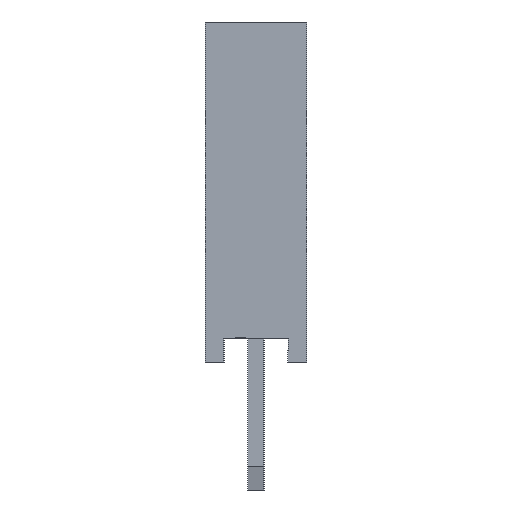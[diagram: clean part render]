
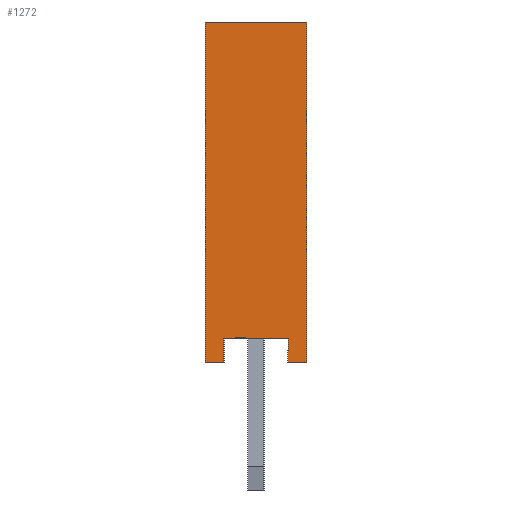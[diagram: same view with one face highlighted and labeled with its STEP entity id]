
A CAD part, left-side view. The second image highlights one B-rep face of the part: STEP entity #1272.
In plain terms, the highlighted planar face has unit normal (-1, 0, 0).
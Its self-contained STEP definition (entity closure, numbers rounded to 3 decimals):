
#1000 = VERTEX_POINT ( 'NONE', #16957 ) ;
#1272 = ADVANCED_FACE ( 'NONE', ( #24327 ), #13246, .F. ) ;
#1428 = LINE ( 'NONE', #31265, #2196 ) ;
#2027 = CARTESIAN_POINT ( 'NONE',  ( -1.27, 0., 8.5 ) ) ;
#2046 = LINE ( 'NONE', #8110, #13050 ) ;
#2196 = VECTOR ( 'NONE', #14976, 1000. ) ;
#2275 = CARTESIAN_POINT ( 'NONE',  ( -1.27, 2.07, 0.6 ) ) ;
#2372 = CARTESIAN_POINT ( 'NONE',  ( -1.27, 0.47, 0. ) ) ;
#2438 = VECTOR ( 'NONE', #27400, 1000. ) ;
#2628 = DIRECTION ( 'NONE',  ( 0., -1., 0. ) ) ;
#3103 = DIRECTION ( 'NONE',  ( 0., 1., 0. ) ) ;
#3727 = ORIENTED_EDGE ( 'NONE', *, *, #12441, .T. ) ;
#3908 = VERTEX_POINT ( 'NONE', #17840 ) ;
#4140 = ORIENTED_EDGE ( 'NONE', *, *, #9160, .T. ) ;
#6004 = CARTESIAN_POINT ( 'NONE',  ( -1.27, 0., 8.5 ) ) ;
#6840 = LINE ( 'NONE', #15093, #21585 ) ;
#7336 = LINE ( 'NONE', #19001, #8089 ) ;
#8089 = VECTOR ( 'NONE', #24005, 1000. ) ;
#8110 = CARTESIAN_POINT ( 'NONE',  ( -1.27, 2.54, 8.5 ) ) ;
#9160 = EDGE_CURVE ( 'NONE', #1000, #13063, #12263, .T. ) ;
#10149 = ORIENTED_EDGE ( 'NONE', *, *, #14428, .F. ) ;
#12217 = CARTESIAN_POINT ( 'NONE',  ( -1.27, 2.07, 0. ) ) ;
#12263 = LINE ( 'NONE', #19152, #22111 ) ;
#12441 = EDGE_CURVE ( 'NONE', #16750, #18458, #25012, .T. ) ;
#12580 = VERTEX_POINT ( 'NONE', #2275 ) ;
#13050 = VECTOR ( 'NONE', #25092, 1000. ) ;
#13063 = VERTEX_POINT ( 'NONE', #12217 ) ;
#13132 = AXIS2_PLACEMENT_3D ( 'NONE', #18322, #28059, #27954 ) ;
#13246 = PLANE ( 'NONE',  #13132 ) ;
#14286 = ORIENTED_EDGE ( 'NONE', *, *, #22923, .F. ) ;
#14428 = EDGE_CURVE ( 'NONE', #16750, #18208, #26847, .T. ) ;
#14489 = CARTESIAN_POINT ( 'NONE',  ( -1.27, 0.47, 0.6 ) ) ;
#14976 = DIRECTION ( 'NONE',  ( 0., 0., -1. ) ) ;
#15013 = CARTESIAN_POINT ( 'NONE',  ( -1.27, 0.47, 0.6 ) ) ;
#15093 = CARTESIAN_POINT ( 'NONE',  ( -1.27, 0.47, 0.6 ) ) ;
#15871 = ORIENTED_EDGE ( 'NONE', *, *, #17918, .F. ) ;
#16106 = CARTESIAN_POINT ( 'NONE',  ( -1.27, 2.54, 0. ) ) ;
#16387 = EDGE_CURVE ( 'NONE', #3908, #26253, #2046, .T. ) ;
#16750 = VERTEX_POINT ( 'NONE', #2372 ) ;
#16957 = CARTESIAN_POINT ( 'NONE',  ( -1.27, 2.54, 0. ) ) ;
#17840 = CARTESIAN_POINT ( 'NONE',  ( -1.27, 2.54, 8.5 ) ) ;
#17918 = EDGE_CURVE ( 'NONE', #18208, #12580, #6840, .T. ) ;
#17963 = EDGE_LOOP ( 'NONE', ( #4140, #14286, #15871, #10149, #3727, #26271, #22584, #26724 ) ) ;
#18208 = VERTEX_POINT ( 'NONE', #14489 ) ;
#18322 = CARTESIAN_POINT ( 'NONE',  ( -1.27, 2.54, 8.5 ) ) ;
#18458 = VERTEX_POINT ( 'NONE', #24862 ) ;
#18569 = VECTOR ( 'NONE', #25401, 1000. ) ;
#19001 = CARTESIAN_POINT ( 'NONE',  ( -1.27, 2.54, 8.5 ) ) ;
#19152 = CARTESIAN_POINT ( 'NONE',  ( -1.27, 2.54, 0. ) ) ;
#21577 = EDGE_CURVE ( 'NONE', #26253, #18458, #29357, .T. ) ;
#21585 = VECTOR ( 'NONE', #3103, 1000. ) ;
#21746 = EDGE_CURVE ( 'NONE', #3908, #1000, #7336, .T. ) ;
#22111 = VECTOR ( 'NONE', #2628, 1000. ) ;
#22584 = ORIENTED_EDGE ( 'NONE', *, *, #16387, .F. ) ;
#22923 = EDGE_CURVE ( 'NONE', #12580, #13063, #1428, .T. ) ;
#23849 = VECTOR ( 'NONE', #24858, 1000. ) ;
#24005 = DIRECTION ( 'NONE',  ( 0., 0., -1. ) ) ;
#24327 = FACE_OUTER_BOUND ( 'NONE', #17963, .T. ) ;
#24858 = DIRECTION ( 'NONE',  ( 0., 0., 1. ) ) ;
#24862 = CARTESIAN_POINT ( 'NONE',  ( -1.27, 0., 0. ) ) ;
#25012 = LINE ( 'NONE', #16106, #18569 ) ;
#25092 = DIRECTION ( 'NONE',  ( 0., -1., 0. ) ) ;
#25401 = DIRECTION ( 'NONE',  ( 0., -1., 0. ) ) ;
#26253 = VERTEX_POINT ( 'NONE', #2027 ) ;
#26271 = ORIENTED_EDGE ( 'NONE', *, *, #21577, .F. ) ;
#26724 = ORIENTED_EDGE ( 'NONE', *, *, #21746, .T. ) ;
#26847 = LINE ( 'NONE', #15013, #23849 ) ;
#27400 = DIRECTION ( 'NONE',  ( 0., 0., -1. ) ) ;
#27954 = DIRECTION ( 'NONE',  ( 0., 0., -1. ) ) ;
#28059 = DIRECTION ( 'NONE',  ( 1., 0., 0. ) ) ;
#29357 = LINE ( 'NONE', #6004, #2438 ) ;
#31265 = CARTESIAN_POINT ( 'NONE',  ( -1.27, 2.07, 0.6 ) ) ;
